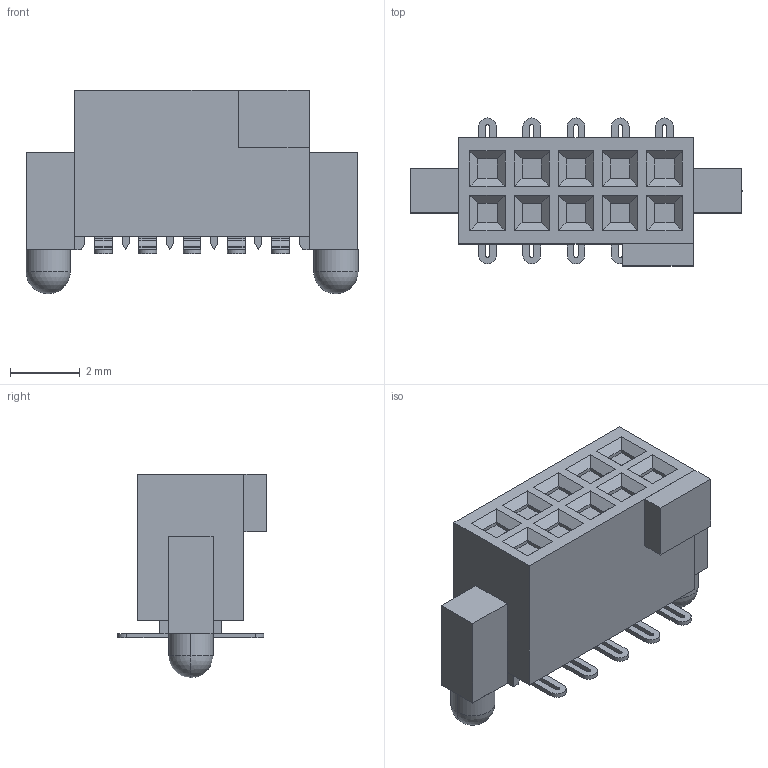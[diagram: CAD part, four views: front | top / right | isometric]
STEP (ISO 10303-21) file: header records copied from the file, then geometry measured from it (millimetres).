
FILE_DESCRIPTION((''),'2;1');
FILE_NAME('SAMTEC_SFM-105-02-S-D-APTR.stp','2012-10-16T16:22:51',(''),(''),'Mechanical Desktop 2011','Mechanical Desktop 2011',', , ');
FILE_SCHEMA(('AUTOMOTIVE_DESIGN { 1 2 10303 214 1 1 1 1 }'));
Length unit declared in the file: millimetre
Products named in the file (1): Product
Bounding box: 9.53 x 4.25 x 5.84 mm (x, y, z)
Volume: 100.9 mm3; surface area: 234.6 mm2
Topology: 24 solids, 24 shells, 370 faces, 902 edges, 586 vertices
Faces by surface type: plane 199, bspline 118, cylinder 49, sphere 4
Entity records: 11388 total; most frequent: CARTESIAN_POINT 2839, ORIENTED_EDGE 1796, DIRECTION 1600, EDGE_CURVE 898, VECTOR 702, LINE 702, VERTEX_POINT 586, AXIS2_PLACEMENT_3D 449
